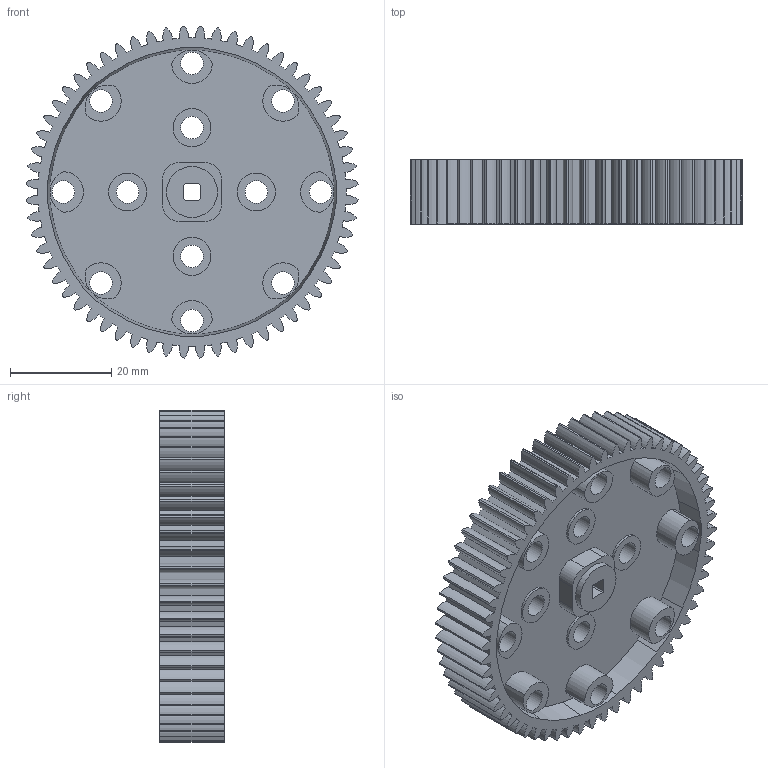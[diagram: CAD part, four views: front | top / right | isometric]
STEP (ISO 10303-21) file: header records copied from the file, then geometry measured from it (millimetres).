
FILE_DESCRIPTION(/* description */ (''),/* implementation_level */ '2;1');
FILE_NAME(/* name */ 'High Strength 60-Tooth Gear-With High Strength Square Gear Insert_MIR6_MIR.iam.step',/* time_stamp */ '2020-04-16T23:33:23-04:00',/* author */ ('JordanK'),/* organization */ (''),/* preprocessor_version */ 'ST-DEVELOPER v17',/* originating_system */ 'Autodesk Inventor 2019',/* authorisation */ '');
FILE_SCHEMA (('AUTOMOTIVE_DESIGN { 1 0 10303 214 3 1 1 }'));
Length unit declared in the file: inch
Products named in the file (3): High Strength 60-Tooth Gear-With High Strength Square Gear Insert_MIR
6_MIR; High Strength 60-Tooth Gear_MIR1_MIR; High Strength Square Gear Insert_MIR_MIR
Assembly tree (3 placements, depth 2):
  High Strength 60-Tooth Gear-With High Strength Square Gear Insert_MIR
6_MIR
    High Strength 60-Tooth Gear_MIR1_MIR
    High Strength Square Gear Insert_MIR_MIR  x2
Bounding box: 65.54 x 12.7 x 65.54 mm (x, y, z)
Volume: 15937.3 mm3; surface area: 17434.2 mm2
Topology: 3 solids, 3 shells, 434 faces, 1222 edges, 824 vertices
Faces by surface type: cylinder 330, plane 64, cone 32, bspline 8
Full cylindrical faces by diameter (mm): 4.445 x12, 7.5 x8, 10.033 x2
Entity records: 14389 total; most frequent: DIRECTION 2705, CARTESIAN_POINT 2473, ORIENTED_EDGE 2306, EDGE_CURVE 1153, AXIS2_PLACEMENT_3D 1148, VERTEX_POINT 780, CIRCLE 740, EDGE_LOOP 463
